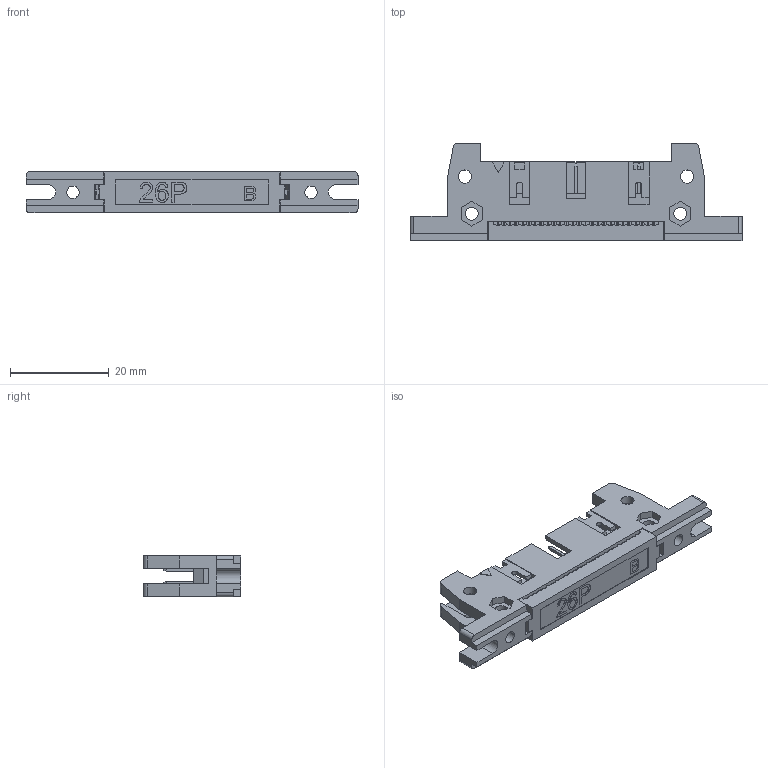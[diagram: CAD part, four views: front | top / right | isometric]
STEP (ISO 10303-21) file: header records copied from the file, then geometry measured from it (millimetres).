
FILE_DESCRIPTION( ('This file contains a STEP AP42 implementation' ,'as created by ZW3D STEP Interface translator.') ,'2;1' );
FILE_NAME( '3820-XXXXWXN01.stp' ,'231130.141041', (''), ('ZWCAD Software Co.'), 'Version 1.0', 'ZW3D to STEP translator', '' );
FILE_SCHEMA(('AUTOMOTIVE_DESIGN { 1 0 10303 214 1 1 1 1 }'));
Length unit declared in the file: millimetre
Products named in the file (5): 0; 3820-26XXWGN01; G3820-50GAW01_9; T3820-BS001_9; G3820-50GC01_9
Assembly tree (28 placements, depth 2):
  0
  3820-26XXWGN01
    G3820-50GAW01_9
    T3820-BS001_9  x26
    G3820-50GC01_9
Bounding box: 67.22 x 19.8 x 8.4 mm (x, y, z)
Volume: 4628.2 mm3; surface area: 7460.9 mm2
Topology: 28 solids, 28 shells, 2006 faces, 5494 edges, 3398 vertices
Faces by surface type: plane 1212, cylinder 556, bspline 238
Entity records: 24396 total; most frequent: CARTESIAN_POINT 4644, ORIENTED_EDGE 4072, DIRECTION 3658, EDGE_CURVE 2036, VECTOR 1750, LINE 1750, VERTEX_POINT 1348, AXIS2_PLACEMENT_3D 954
